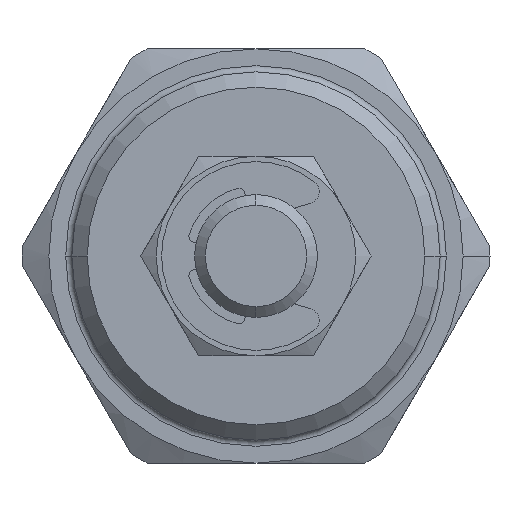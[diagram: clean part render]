
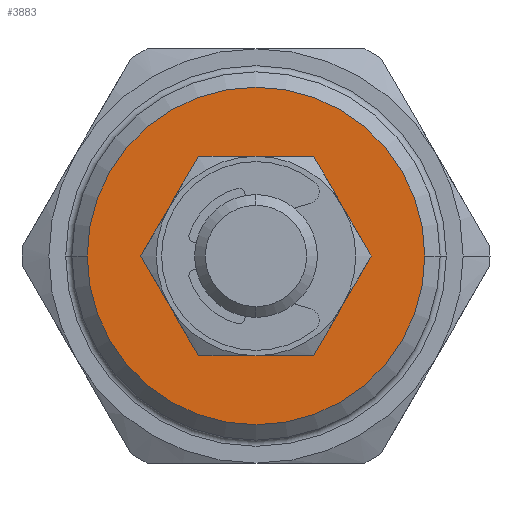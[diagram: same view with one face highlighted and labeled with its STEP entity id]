
A CAD part, left-side view. The second image highlights one B-rep face of the part: STEP entity #3883.
In plain terms, the highlighted planar face has unit normal (-1, 0, 0).
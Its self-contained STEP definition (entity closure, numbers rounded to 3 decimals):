
#181 = AXIS2_PLACEMENT_3D ( 'NONE', #3127, #2467, #1088 ) ;
#214 = CIRCLE ( 'NONE', #181, 6.5 ) ;
#392 = ORIENTED_EDGE ( 'NONE', *, *, #1675, .T. ) ;
#471 = VERTEX_POINT ( 'NONE', #3070 ) ;
#511 = EDGE_LOOP ( 'NONE', ( #1823, #4124 ) ) ;
#564 = DIRECTION ( 'NONE',  ( -1., 0., 0. ) ) ;
#791 = VERTEX_POINT ( 'NONE', #2909 ) ;
#1088 = DIRECTION ( 'NONE',  ( 0., 0., -1. ) ) ;
#1212 = CARTESIAN_POINT ( 'NONE',  ( -18.3, 0., 0. ) ) ;
#1258 = CARTESIAN_POINT ( 'NONE',  ( -18.3, -11., 0. ) ) ;
#1675 = EDGE_CURVE ( 'NONE', #3209, #471, #3049, .T. ) ;
#1823 = ORIENTED_EDGE ( 'NONE', *, *, #5348, .F. ) ;
#1878 = PLANE ( 'NONE',  #3909 ) ;
#2116 = CARTESIAN_POINT ( 'NONE',  ( -18.3, 0., 0. ) ) ;
#2286 = CIRCLE ( 'NONE', #4244, 6.5 ) ;
#2296 = CIRCLE ( 'NONE', #5243, 11. ) ;
#2300 = DIRECTION ( 'NONE',  ( 1., 0., 0. ) ) ;
#2355 = EDGE_CURVE ( 'NONE', #2806, #791, #214, .T. ) ;
#2467 = DIRECTION ( 'NONE',  ( -1., 0., 0. ) ) ;
#2530 = DIRECTION ( 'NONE',  ( 0., 1., 0. ) ) ;
#2630 = FACE_OUTER_BOUND ( 'NONE', #4143, .T. ) ;
#2676 = CARTESIAN_POINT ( 'NONE',  ( -18.3, 0., -6.5 ) ) ;
#2806 = VERTEX_POINT ( 'NONE', #2676 ) ;
#2909 = CARTESIAN_POINT ( 'NONE',  ( -18.3, 0., 6.5 ) ) ;
#3049 = CIRCLE ( 'NONE', #5096, 11. ) ;
#3070 = CARTESIAN_POINT ( 'NONE',  ( -18.3, 11., 0. ) ) ;
#3127 = CARTESIAN_POINT ( 'NONE',  ( -18.3, 0., 0. ) ) ;
#3137 = CARTESIAN_POINT ( 'NONE',  ( -18.3, 0., 0. ) ) ;
#3209 = VERTEX_POINT ( 'NONE', #1258 ) ;
#3571 = DIRECTION ( 'NONE',  ( 0., 0., -1. ) ) ;
#3582 = DIRECTION ( 'NONE',  ( -1., 0., 0. ) ) ;
#3883 = ADVANCED_FACE ( 'NONE', ( #5022, #2630 ), #1878, .F. ) ;
#3909 = AXIS2_PLACEMENT_3D ( 'NONE', #4847, #2300, #5277 ) ;
#4124 = ORIENTED_EDGE ( 'NONE', *, *, #2355, .F. ) ;
#4143 = EDGE_LOOP ( 'NONE', ( #392, #4322 ) ) ;
#4244 = AXIS2_PLACEMENT_3D ( 'NONE', #3137, #564, #3571 ) ;
#4285 = EDGE_CURVE ( 'NONE', #471, #3209, #2296, .T. ) ;
#4322 = ORIENTED_EDGE ( 'NONE', *, *, #4285, .T. ) ;
#4772 = DIRECTION ( 'NONE',  ( 0., 1., 0. ) ) ;
#4847 = CARTESIAN_POINT ( 'NONE',  ( -18.3, 0., -11. ) ) ;
#5022 = FACE_BOUND ( 'NONE', #511, .T. ) ;
#5080 = DIRECTION ( 'NONE',  ( -1., 0., 0. ) ) ;
#5096 = AXIS2_PLACEMENT_3D ( 'NONE', #1212, #3582, #4772 ) ;
#5243 = AXIS2_PLACEMENT_3D ( 'NONE', #2116, #5080, #2530 ) ;
#5277 = DIRECTION ( 'NONE',  ( 0., -1., 0. ) ) ;
#5348 = EDGE_CURVE ( 'NONE', #791, #2806, #2286, .T. ) ;
